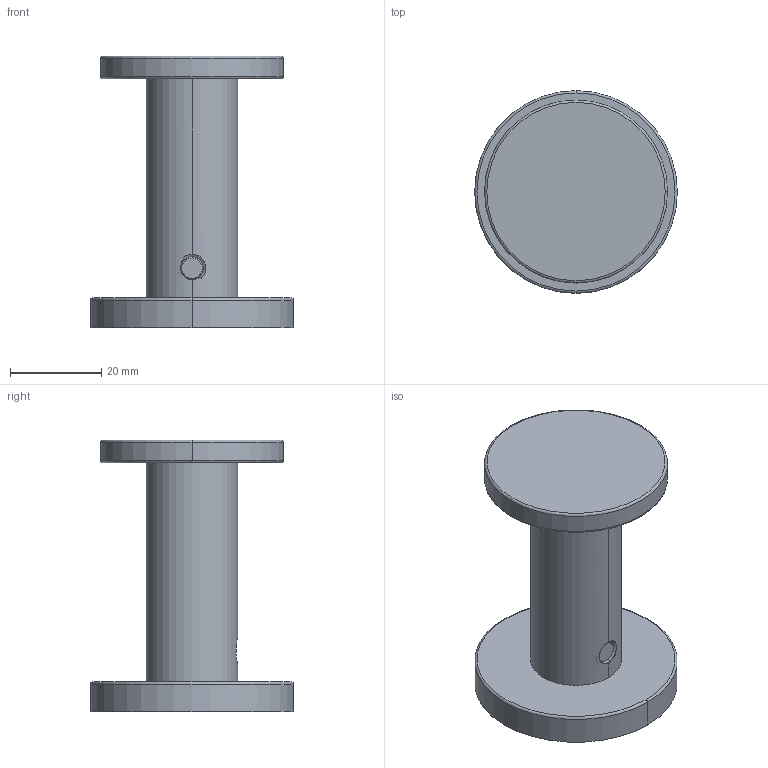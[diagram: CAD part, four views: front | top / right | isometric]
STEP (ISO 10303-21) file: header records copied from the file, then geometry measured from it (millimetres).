
FILE_DESCRIPTION((''),'2;1');
FILE_NAME('4610_WEB','2010-12-20T',('project'),(''),'PRO/ENGINEER BY PARAMETRIC TECHNOLOGY CORPORATION, 2009300','PRO/ENGINEER BY PARAMETRIC TECHNOLOGY CORPORATION, 2009300','');
FILE_SCHEMA(('CONFIG_CONTROL_DESIGN'));
Length unit declared in the file: inch
Products named in the file (1): 4610_WEB
Bounding box: 44.45 x 44.45 x 59.61 mm (x, y, z)
Surface area: 10335.4 mm2 (no closed solid volume)
Topology: 0 solids, 6 shells, 45 faces, 153 edges, 114 vertices
Faces by surface type: cylinder 22, bspline 10, torus 6, plane 5, cone 2
Entity records: 5921 total; most frequent: CARTESIAN_POINT 4779, ORIENTED_EDGE 245, DIRECTION 154, EDGE_CURVE 153, VERTEX_POINT 114, B_SPLINE_CURVE_WITH_KNOTS 96, AXIS2_PLACEMENT_3D 62, EDGE_LOOP 45
